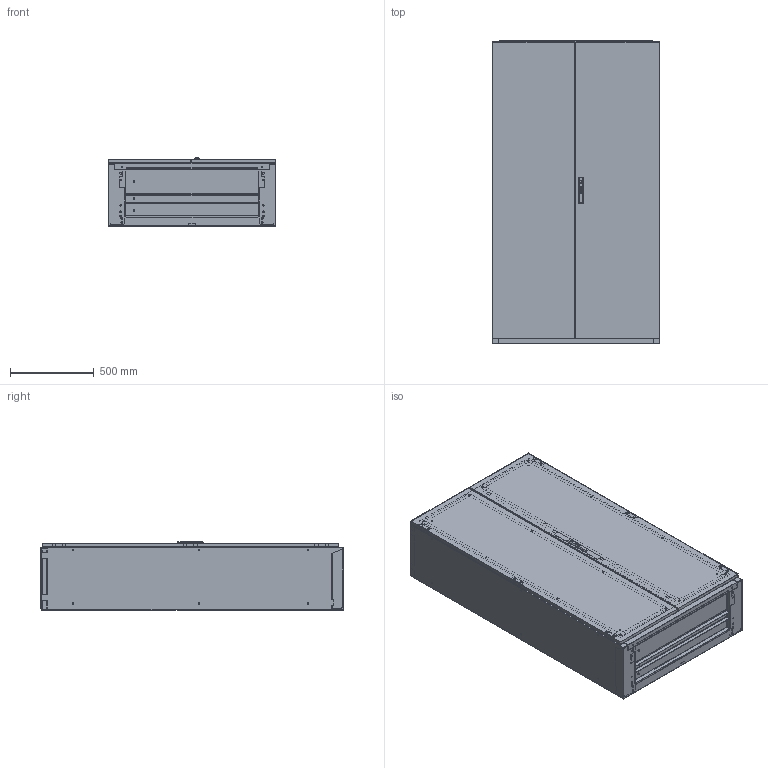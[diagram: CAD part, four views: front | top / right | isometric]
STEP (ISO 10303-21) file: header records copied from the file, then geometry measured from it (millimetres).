
FILE_DESCRIPTION (( 'STEP AP214' ), '1' );
FILE_NAME ('0370-1118-40-00.STEP', '2015-05-05T06:05:40', ( '' ), ( '' ), 'SwSTEP 2.0', 'SolidWorks 2014', '' );
FILE_SCHEMA (( 'AUTOMOTIVE_DESIGN' ));
Length unit declared in the file: millimetre
Products named in the file (14): Tuere LP 0395 (Modell) B 1000 H 1800; Tuere GG 0395 (Modell) B 1000 H 1800; Bodenplatte hinten 0395 f黵 0390 (Modell) B1000; Bodenplatte mitte 0395 f黵 0390 (Modell) B1000; Bodenplatte vorne 0395 f黵 0390 (Modell) B1000; Tragschiene oben rechts (Modell) T400; Tragschiene oben links (Modell) T400; Dachwinkel vorn-hinten (Modell) B1000; Tragschiene unten links (Modell) T400; Dachplatte 0390 (Modell) B1000T400; Bodenblech vorn-hinten (Modell) B1000; Tragschiene unten rechts (Modell) T400; Abwicklung kpl (Modell) B1000H1800T400; 0370-1118-40-00
Assembly tree (13 placements, depth 2):
  0370-1118-40-00
    Abwicklung kpl (Modell) B1000H1800T400
    Tragschiene unten rechts (Modell) T400
    Bodenblech vorn-hinten (Modell) B1000
    Dachplatte 0390 (Modell) B1000T400
    Tragschiene unten links (Modell) T400
    Dachwinkel vorn-hinten (Modell) B1000
    Tragschiene oben links (Modell) T400
    Tragschiene oben rechts (Modell) T400
    Bodenplatte vorne 0395 f黵 0390 (Modell) B1000
    Bodenplatte mitte 0395 f黵 0390 (Modell) B1000
    Bodenplatte hinten 0395 f黵 0390 (Modell) B1000
    Tuere GG 0395 (Modell) B 1000 H 1800
    Tuere LP 0395 (Modell) B 1000 H 1800
Bounding box: 1000 x 1806.5 x 407.5 mm (x, y, z)
Volume: 13690861.4 mm3; surface area: 15437417.6 mm2
Topology: 23 solids, 23 shells, 2968 faces, 7936 edges, 5257 vertices
Faces by surface type: cylinder 1454, plane 1436, cone 78
Entity records: 120527 total; most frequent: DIRECTION 16749, CARTESIAN_POINT 16714, ORIENTED_EDGE 15872, EDGE_CURVE 7936, AXIS2_PLACEMENT_3D 5984, VERTEX_POINT 5257, LINE 4781, VECTOR 4781
